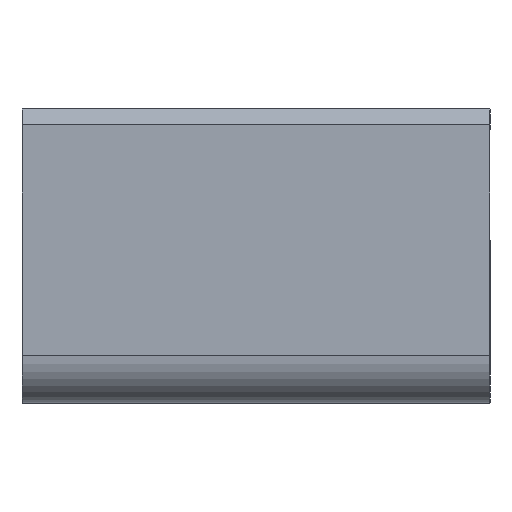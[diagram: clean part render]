
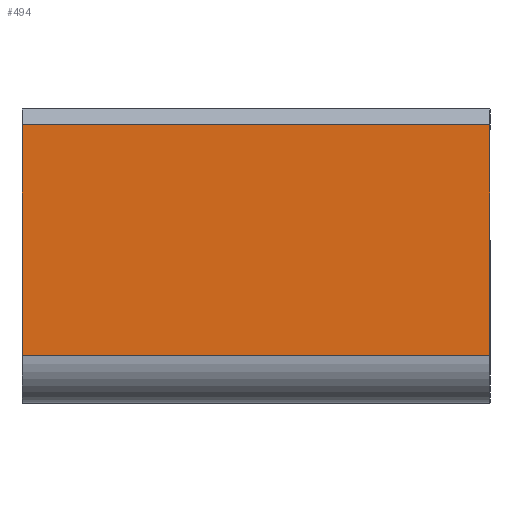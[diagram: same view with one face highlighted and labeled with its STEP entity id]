
A CAD part, left-side view. The second image highlights one B-rep face of the part: STEP entity #494.
In plain terms, the highlighted planar face has unit normal (-1, 0, 0).
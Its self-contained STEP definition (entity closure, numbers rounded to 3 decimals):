
#46=FACE_OUTER_BOUND('',#76,.T.);
#76=EDGE_LOOP('',(#417,#418,#419,#420));
#126=LINE('',#774,#170);
#129=LINE('',#784,#173);
#132=LINE('',#791,#176);
#151=LINE('',#854,#195);
#170=VECTOR('',#612,10.);
#173=VECTOR('',#621,10.);
#176=VECTOR('',#628,10.);
#195=VECTOR('',#695,10.);
#205=VERTEX_POINT('',#731);
#226=VERTEX_POINT('',#772);
#229=VERTEX_POINT('',#780);
#232=VERTEX_POINT('',#790);
#274=EDGE_CURVE('',#226,#205,#126,.T.);
#279=EDGE_CURVE('',#205,#229,#129,.T.);
#282=EDGE_CURVE('',#232,#229,#132,.T.);
#315=EDGE_CURVE('',#232,#226,#151,.T.);
#417=ORIENTED_EDGE('',*,*,#279,.F.);
#418=ORIENTED_EDGE('',*,*,#274,.F.);
#419=ORIENTED_EDGE('',*,*,#315,.F.);
#420=ORIENTED_EDGE('',*,*,#282,.T.);
#475=PLANE('',#562);
#494=ADVANCED_FACE('',(#46),#475,.F.);
#562=AXIS2_PLACEMENT_3D('',#853,#693,#694);
#612=DIRECTION('',(0.,0.,1.));
#621=DIRECTION('',(0.,-1.,0.));
#628=DIRECTION('',(0.,0.,1.));
#693=DIRECTION('center_axis',(1.,0.,0.));
#694=DIRECTION('ref_axis',(0.,-1.,0.));
#695=DIRECTION('',(0.,1.,0.));
#731=CARTESIAN_POINT('',(-15.,29.5,17.539));
#772=CARTESIAN_POINT('',(-15.,29.5,3.));
#774=CARTESIAN_POINT('',(-15.,29.5,12.724));
#780=CARTESIAN_POINT('',(-15.,0.,17.539));
#784=CARTESIAN_POINT('',(-15.,18.,17.539));
#790=CARTESIAN_POINT('',(-15.,0.,3.));
#791=CARTESIAN_POINT('',(-15.,0.,19.491));
#853=CARTESIAN_POINT('Origin',(-15.,18.,15.702));
#854=CARTESIAN_POINT('',(-15.,0.,3.));
